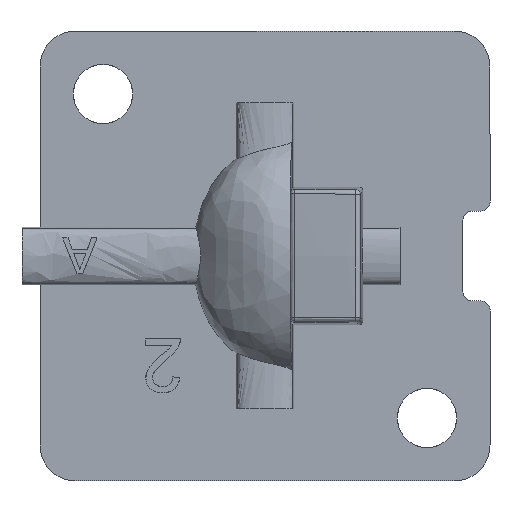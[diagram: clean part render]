
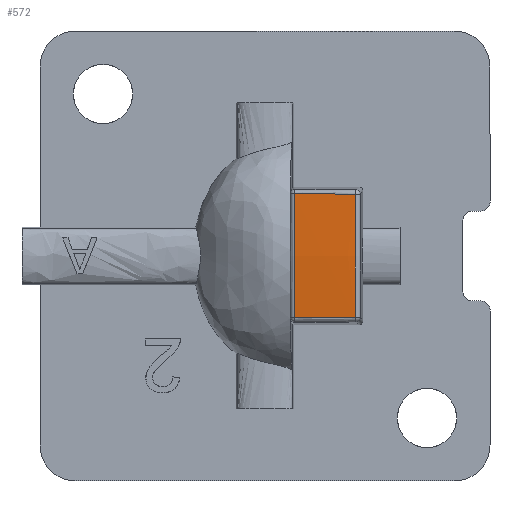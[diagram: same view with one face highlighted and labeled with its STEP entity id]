
A CAD part, top view. The second image highlights one B-rep face of the part: STEP entity #572.
In plain terms, the highlighted free-form (B-spline) face has degree [3, 3] with [7, 6] control points.
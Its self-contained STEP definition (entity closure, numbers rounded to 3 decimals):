
#197 = CARTESIAN_POINT ( 'NONE',  ( 5.9, -7.5, 5.903 ) ) ;
#219 = EDGE_CURVE ( 'NONE', #4587, #3523, #1048, .T. ) ;
#230 = CARTESIAN_POINT ( 'NONE',  ( 0., 0., 5.583 ) ) ;
#258 = CARTESIAN_POINT ( 'NONE',  ( 1.109, 5., 5.405 ) ) ;
#362 = B_SPLINE_SURFACE_WITH_KNOTS ( 'NONE', 3, 3, ( 
 ( #5101, #2028, #3267, #7626, #3893, #197 ),
 ( #4528, #818, #5150, #1430, #5781, #2053 ),
 ( #6405, #2674, #7028, #3293, #7652, #3929 ),
 ( #230, #4552, #850, #5182, #1455, #5806 ),
 ( #2085, #6435, #2697, #7055, #3320, #7676 ),
 ( #3957, #258, #4579, #873, #5212, #1484 ),
 ( #5833, #2107, #6464, #2722, #7077, #3350 ) ),
 .UNSPECIFIED., .F., .F., .F.,
 ( 4, 3, 4 ),
 ( 4, 1, 1, 4 ),
 ( 0., 0.5, 1. ),
 ( 0., 0.56, 0.78, 1. ),
 .UNSPECIFIED. ) ;
#572 = ADVANCED_FACE ( 'NONE', ( #3072 ), #362, .F. ) ;
#818 = CARTESIAN_POINT ( 'NONE',  ( 1.109, -5., 5.405 ) ) ;
#850 = CARTESIAN_POINT ( 'NONE',  ( 2.634, 0., 5.8 ) ) ;
#873 = CARTESIAN_POINT ( 'NONE',  ( 4.621, 5., 5.858 ) ) ;
#980 = CARTESIAN_POINT ( 'NONE',  ( 5.014, -1.145, 6.05 ) ) ;
#1048 = B_SPLINE_CURVE_WITH_KNOTS ( 'NONE', 3,
 ( #5943, #5319, #980, #2212, #6579, #2837 ),
 .UNSPECIFIED., .F., .F.,
 ( 4, 2, 4 ),
 ( 0., 0.003, 0.007 ),
 .UNSPECIFIED. ) ;
#1241 = CARTESIAN_POINT ( 'NONE',  ( 1.625, 3.445, 5.597 ) ) ;
#1430 = CARTESIAN_POINT ( 'NONE',  ( 4.621, -5., 5.858 ) ) ;
#1455 = CARTESIAN_POINT ( 'NONE',  ( 5.467, 0., 6.08 ) ) ;
#1477 = CARTESIAN_POINT ( 'NONE',  ( 5.017, 3.432, 5.973 ) ) ;
#1484 = CARTESIAN_POINT ( 'NONE',  ( 5.9, 5., 5.903 ) ) ;
#2028 = CARTESIAN_POINT ( 'NONE',  ( 1.113, -7.5, 5.405 ) ) ;
#2053 = CARTESIAN_POINT ( 'NONE',  ( 5.9, -5., 5.903 ) ) ;
#2061 = CARTESIAN_POINT ( 'NONE',  ( 1.625, 1.149, 5.674 ) ) ;
#2085 = CARTESIAN_POINT ( 'NONE',  ( 0., 2.5, 5.583 ) ) ;
#2107 = CARTESIAN_POINT ( 'NONE',  ( 1.113, 7.5, 5.405 ) ) ;
#2212 = CARTESIAN_POINT ( 'NONE',  ( 5.014, 1.145, 6.05 ) ) ;
#2312 = CARTESIAN_POINT ( 'NONE',  ( 5.017, -3.432, 5.973 ) ) ;
#2540 = VERTEX_POINT ( 'NONE', #5638 ) ;
#2674 = CARTESIAN_POINT ( 'NONE',  ( 1.106, -2.5, 5.581 ) ) ;
#2682 = CARTESIAN_POINT ( 'NONE',  ( 1.625, -2.297, 5.637 ) ) ;
#2697 = CARTESIAN_POINT ( 'NONE',  ( 2.634, 2.5, 5.8 ) ) ;
#2716 = CARTESIAN_POINT ( 'NONE',  ( 1.625, 3.445, 5.597 ) ) ;
#2722 = CARTESIAN_POINT ( 'NONE',  ( 4.62, 7.5, 5.858 ) ) ;
#2837 = CARTESIAN_POINT ( 'NONE',  ( 5.017, 3.432, 5.973 ) ) ;
#3072 = FACE_OUTER_BOUND ( 'NONE', #5332, .T. ) ;
#3257 = CARTESIAN_POINT ( 'NONE',  ( 3.881, 3.434, 5.901 ) ) ;
#3267 = CARTESIAN_POINT ( 'NONE',  ( 2.663, -7.5, 5.626 ) ) ;
#3293 = CARTESIAN_POINT ( 'NONE',  ( 4.602, -2.5, 6.032 ) ) ;
#3320 = CARTESIAN_POINT ( 'NONE',  ( 5.467, 2.5, 6.08 ) ) ;
#3350 = CARTESIAN_POINT ( 'NONE',  ( 5.9, 7.5, 5.903 ) ) ;
#3523 = VERTEX_POINT ( 'NONE', #4942 ) ;
#3735 = EDGE_CURVE ( 'NONE', #3523, #7809, #3764, .T. ) ;
#3764 = B_SPLINE_CURVE_WITH_KNOTS ( 'NONE', 3,
 ( #1477, #3257, #6454, #2716 ),
 .UNSPECIFIED., .F., .F.,
 ( 4, 4 ),
 ( 0., 0.003 ),
 .UNSPECIFIED. ) ;
#3893 = CARTESIAN_POINT ( 'NONE',  ( 5.472, -7.5, 5.904 ) ) ;
#3929 = CARTESIAN_POINT ( 'NONE',  ( 5.9, -2.5, 6.079 ) ) ;
#3957 = CARTESIAN_POINT ( 'NONE',  ( 0., 5., 5.408 ) ) ;
#4174 = CARTESIAN_POINT ( 'NONE',  ( 1.625, -3.445, 5.597 ) ) ;
#4528 = CARTESIAN_POINT ( 'NONE',  ( 0., -5., 5.408 ) ) ;
#4536 = CARTESIAN_POINT ( 'NONE',  ( 1.625, 3.445, 5.597 ) ) ;
#4552 = CARTESIAN_POINT ( 'NONE',  ( 1.106, 0., 5.581 ) ) ;
#4579 = CARTESIAN_POINT ( 'NONE',  ( 2.662, 5., 5.626 ) ) ;
#4587 = VERTEX_POINT ( 'NONE', #6449 ) ;
#4749 = ORIENTED_EDGE ( 'NONE', *, *, #219, .T. ) ;
#4942 = CARTESIAN_POINT ( 'NONE',  ( 5.017, 3.432, 5.973 ) ) ;
#5101 = CARTESIAN_POINT ( 'NONE',  ( 0., -7.5, 5.408 ) ) ;
#5144 = ORIENTED_EDGE ( 'NONE', *, *, #3735, .T. ) ;
#5150 = CARTESIAN_POINT ( 'NONE',  ( 2.662, -5., 5.626 ) ) ;
#5182 = CARTESIAN_POINT ( 'NONE',  ( 4.602, 0., 6.032 ) ) ;
#5212 = CARTESIAN_POINT ( 'NONE',  ( 5.469, 5., 5.904 ) ) ;
#5319 = CARTESIAN_POINT ( 'NONE',  ( 5.015, -2.288, 6.013 ) ) ;
#5332 = EDGE_LOOP ( 'NONE', ( #6501, #4749, #5144, #6723 ) ) ;
#5396 = CARTESIAN_POINT ( 'NONE',  ( 2.757, -3.441, 5.711 ) ) ;
#5510 = EDGE_CURVE ( 'NONE', #2540, #4587, #7750, .T. ) ;
#5638 = CARTESIAN_POINT ( 'NONE',  ( 1.625, -3.445, 5.597 ) ) ;
#5781 = CARTESIAN_POINT ( 'NONE',  ( 5.469, -5., 5.904 ) ) ;
#5806 = CARTESIAN_POINT ( 'NONE',  ( 5.9, 0., 6.079 ) ) ;
#5833 = CARTESIAN_POINT ( 'NONE',  ( 0., 7.5, 5.408 ) ) ;
#5943 = CARTESIAN_POINT ( 'NONE',  ( 5.017, -3.432, 5.973 ) ) ;
#6055 = CARTESIAN_POINT ( 'NONE',  ( 3.881, -3.434, 5.901 ) ) ;
#6387 = CARTESIAN_POINT ( 'NONE',  ( 1.625, 2.297, 5.637 ) ) ;
#6405 = CARTESIAN_POINT ( 'NONE',  ( 0., -2.5, 5.583 ) ) ;
#6416 = CARTESIAN_POINT ( 'NONE',  ( 1.625, -1.149, 5.674 ) ) ;
#6435 = CARTESIAN_POINT ( 'NONE',  ( 1.106, 2.5, 5.581 ) ) ;
#6449 = CARTESIAN_POINT ( 'NONE',  ( 5.017, -3.432, 5.973 ) ) ;
#6454 = CARTESIAN_POINT ( 'NONE',  ( 2.757, 3.441, 5.711 ) ) ;
#6464 = CARTESIAN_POINT ( 'NONE',  ( 2.663, 7.5, 5.626 ) ) ;
#6501 = ORIENTED_EDGE ( 'NONE', *, *, #5510, .T. ) ;
#6503 = EDGE_CURVE ( 'NONE', #7809, #2540, #7343, .T. ) ;
#6579 = CARTESIAN_POINT ( 'NONE',  ( 5.015, 2.288, 6.013 ) ) ;
#6723 = ORIENTED_EDGE ( 'NONE', *, *, #6503, .T. ) ;
#7028 = CARTESIAN_POINT ( 'NONE',  ( 2.634, -2.5, 5.8 ) ) ;
#7036 = CARTESIAN_POINT ( 'NONE',  ( 1.625, -3.445, 5.597 ) ) ;
#7055 = CARTESIAN_POINT ( 'NONE',  ( 4.602, 2.5, 6.032 ) ) ;
#7077 = CARTESIAN_POINT ( 'NONE',  ( 5.472, 7.5, 5.904 ) ) ;
#7343 = B_SPLINE_CURVE_WITH_KNOTS ( 'NONE', 3,
 ( #4536, #6387, #2061, #6416, #2682, #7036 ),
 .UNSPECIFIED., .F., .F.,
 ( 4, 2, 4 ),
 ( 0., 0.003, 0.007 ),
 .UNSPECIFIED. ) ;
#7626 = CARTESIAN_POINT ( 'NONE',  ( 4.62, -7.5, 5.858 ) ) ;
#7652 = CARTESIAN_POINT ( 'NONE',  ( 5.467, -2.5, 6.08 ) ) ;
#7676 = CARTESIAN_POINT ( 'NONE',  ( 5.9, 2.5, 6.079 ) ) ;
#7750 = B_SPLINE_CURVE_WITH_KNOTS ( 'NONE', 3,
 ( #4174, #5396, #6055, #2312 ),
 .UNSPECIFIED., .F., .F.,
 ( 4, 4 ),
 ( 0., 0.003 ),
 .UNSPECIFIED. ) ;
#7809 = VERTEX_POINT ( 'NONE', #1241 ) ;
